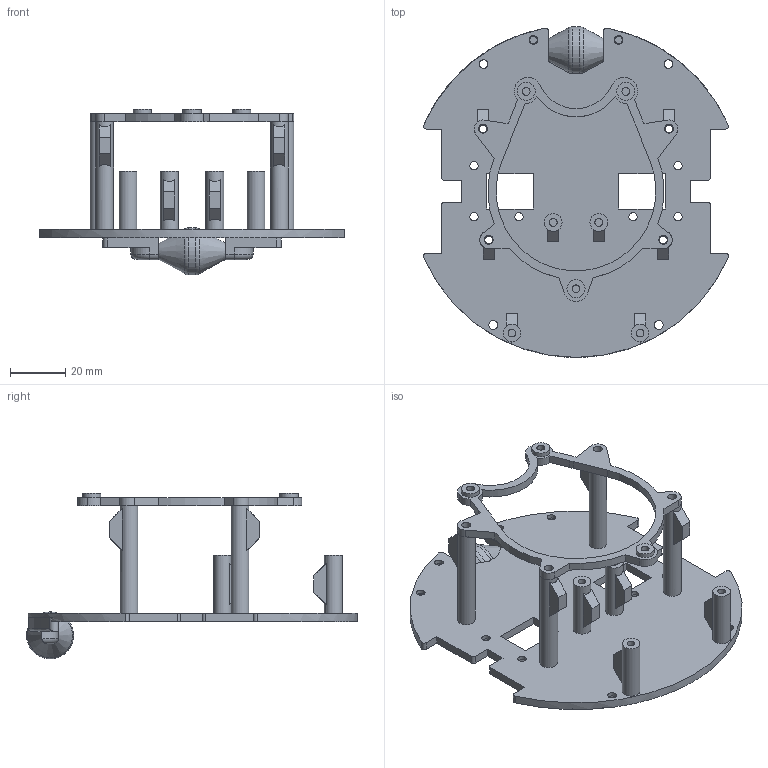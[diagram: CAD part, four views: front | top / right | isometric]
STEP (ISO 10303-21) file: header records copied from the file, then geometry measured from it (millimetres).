
FILE_DESCRIPTION(/* description */ ('','CAx-IF Rec.Pracs.---Representation and Presentation of Product Manufacturing Information (PMI)---4.0---2014-10-13'),/* implementation_level */ '2;1');
FILE_NAME(/* name */ 'MINI_BDC30P_LD14P_BODY.step',/* time_stamp */ '2025-02-04T01:58:30-08:00',/* author */ (''),/* organization */ (''),/* preprocessor_version */ 'ST-DEVELOPER v20',/* originating_system */ 'Autodesk Translation Framework v13.20.0.188',/* authorisation */ '');
FILE_SCHEMA (('AP242_MANAGED_MODEL_BASED_3D_ENGINEERING_MIM_LF { 1 0 10303 442 1 1 4 }'));
Length unit declared in the file: millimetre
Products named in the file (8): Mini v2; Base; Caster; Caster Wheel; Caster Shaft; Caster Mount; LiDAR; LD14P Skirt
Assembly tree (7 placements, depth 4):
  Mini v2
    Base
      Caster
        Caster Wheel
        Caster Shaft
        Caster Mount
    LiDAR
      LD14P Skirt
Bounding box: 110.23 x 119.5 x 59.9 mm (x, y, z)
Volume: 43333.9 mm3; surface area: 35609.8 mm2
Topology: 14 solids, 14 shells, 274 faces, 661 edges, 432 vertices
Faces by surface type: plane 138, cylinder 104, cone 22, torus 6, bspline 4
Full cylindrical faces by diameter (mm): 2 x1, 2.4 x3, 2.8 x17, 3 x10, 3.1 x4, 3.2 x10, 6.4 x8, 6.522 x3, 17 x1
Entity records: 8520 total; most frequent: CARTESIAN_POINT 1514, DIRECTION 1489, ORIENTED_EDGE 1322, EDGE_CURVE 661, AXIS2_PLACEMENT_3D 557, VERTEX_POINT 432, LINE 375, VECTOR 375
